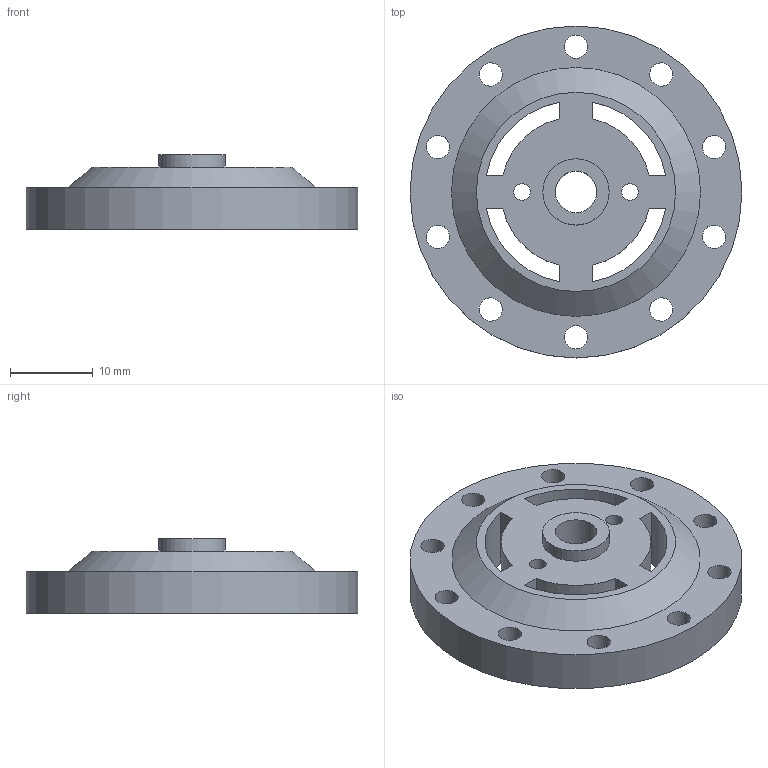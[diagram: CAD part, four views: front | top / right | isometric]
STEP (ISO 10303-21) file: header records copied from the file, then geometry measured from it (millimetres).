
FILE_DESCRIPTION(('FreeCAD Model'),'2;1');
FILE_NAME('bp9.step', '2015-01-01T18:58:04',('Author'),(''), 'Open CASCADE STEP processor 6.7','FreeCAD','Unknown');
FILE_SCHEMA(('AUTOMOTIVE_DESIGN_CC2 { 1 2 10303 214 -1 1 5 4 }'));
Length unit declared in the file: millimetre
Products named in the file (1): bp9
Bounding box: 40 x 40 x 9.02 mm (x, y, z)
Volume: 6583.6 mm3; surface area: 4399 mm2
Topology: 1 solids, 1 shells, 36 faces, 96 edges, 64 vertices
Faces by surface type: cylinder 23, plane 12, cone 1
Full cylindrical faces by diameter (mm): 2 x2, 2.8 x10, 5 x1, 8 x1, 40 x1
Entity records: 2469 total; most frequent: CARTESIAN_POINT 405, DIRECTION 394, ORIENTED_EDGE 192, PCURVE 192, DEFINITIONAL_REPRESENTATION 192, LINE 176, VECTOR 176, EDGE_CURVE 96
